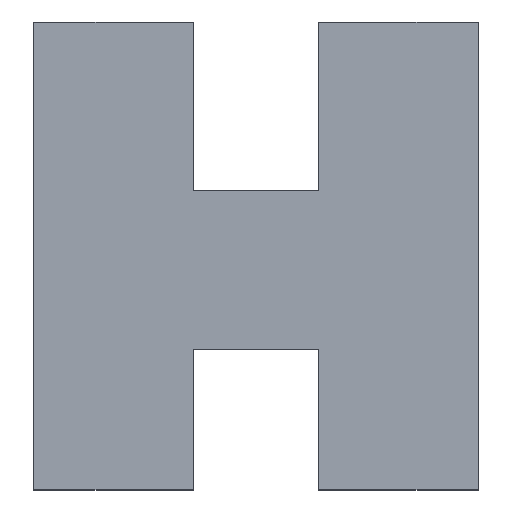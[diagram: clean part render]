
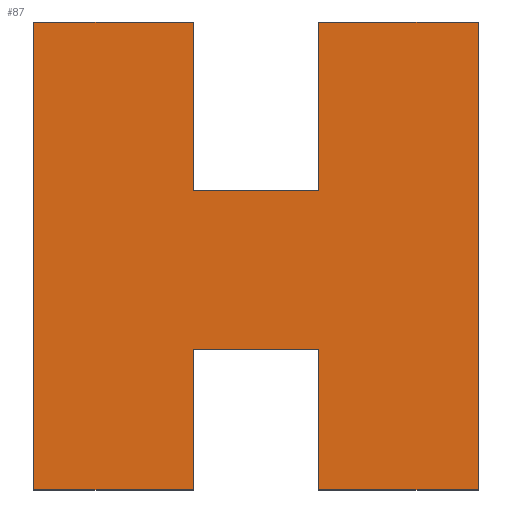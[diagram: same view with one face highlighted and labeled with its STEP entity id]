
A CAD part, top view. The second image highlights one B-rep face of the part: STEP entity #87.
In plain terms, the highlighted planar face has unit normal (0, 0, 1).
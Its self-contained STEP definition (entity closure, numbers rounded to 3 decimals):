
#87 = ADVANCED_FACE( '', ( #120 ), #121, .F. );
#120 = FACE_OUTER_BOUND( '', #160, .T. );
#121 = PLANE( '', #161 );
#160 = EDGE_LOOP( '', ( #277, #278, #279, #280, #281, #282, #283, #284, #285, #286, #287, #288 ) );
#161 = AXIS2_PLACEMENT_3D( '', #289, #290, #291 );
#277 = ORIENTED_EDGE( '', *, *, #357, .F. );
#278 = ORIENTED_EDGE( '', *, *, #385, .F. );
#279 = ORIENTED_EDGE( '', *, *, #387, .F. );
#280 = ORIENTED_EDGE( '', *, *, #388, .F. );
#281 = ORIENTED_EDGE( '', *, *, #373, .F. );
#282 = ORIENTED_EDGE( '', *, *, #389, .F. );
#283 = ORIENTED_EDGE( '', *, *, #381, .F. );
#284 = ORIENTED_EDGE( '', *, *, #390, .F. );
#285 = ORIENTED_EDGE( '', *, *, #391, .F. );
#286 = ORIENTED_EDGE( '', *, *, #392, .F. );
#287 = ORIENTED_EDGE( '', *, *, #366, .F. );
#288 = ORIENTED_EDGE( '', *, *, #383, .F. );
#289 = CARTESIAN_POINT( '', ( -11.946, -44.45, 22.225 ) );
#290 = DIRECTION( '', ( 0., 0., -1. ) );
#291 = DIRECTION( '', ( -1., 0., 0. ) );
#357 = EDGE_CURVE( '', #422, #424, #425, .T. );
#366 = EDGE_CURVE( '', #437, #439, #440, .T. );
#373 = EDGE_CURVE( '', #450, #452, #453, .T. );
#381 = EDGE_CURVE( '', #464, #458, #466, .T. );
#383 = EDGE_CURVE( '', #424, #437, #468, .T. );
#385 = EDGE_CURVE( '', #469, #422, #471, .T. );
#387 = EDGE_CURVE( '', #472, #469, #474, .T. );
#388 = EDGE_CURVE( '', #452, #472, #475, .T. );
#389 = EDGE_CURVE( '', #458, #450, #476, .T. );
#390 = EDGE_CURVE( '', #477, #464, #478, .T. );
#391 = EDGE_CURVE( '', #479, #477, #480, .T. );
#392 = EDGE_CURVE( '', #439, #479, #481, .T. );
#422 = VERTEX_POINT( '', #524 );
#424 = VERTEX_POINT( '', #527 );
#425 = LINE( '', #528, #529 );
#437 = VERTEX_POINT( '', #546 );
#439 = VERTEX_POINT( '', #549 );
#440 = LINE( '', #550, #551 );
#450 = VERTEX_POINT( '', #565 );
#452 = VERTEX_POINT( '', #568 );
#453 = LINE( '', #569, #570 );
#458 = VERTEX_POINT( '', #578 );
#464 = VERTEX_POINT( '', #586 );
#466 = LINE( '', #589, #590 );
#468 = LINE( '', #593, #594 );
#469 = VERTEX_POINT( '', #595 );
#471 = LINE( '', #598, #599 );
#472 = VERTEX_POINT( '', #600 );
#474 = LINE( '', #603, #604 );
#475 = LINE( '', #605, #606 );
#476 = LINE( '', #607, #608 );
#477 = VERTEX_POINT( '', #609 );
#478 = LINE( '', #610, #611 );
#479 = VERTEX_POINT( '', #612 );
#480 = LINE( '', #613, #614 );
#481 = LINE( '', #615, #616 );
#524 = CARTESIAN_POINT( '', ( -11.946, -17.78, 22.225 ) );
#527 = CARTESIAN_POINT( '', ( -11.946, -44.45, 22.225 ) );
#528 = CARTESIAN_POINT( '', ( -11.946, -17.78, 22.225 ) );
#529 = VECTOR( '', #641, 1000. );
#546 = CARTESIAN_POINT( '', ( -42.228, -44.45, 22.225 ) );
#549 = CARTESIAN_POINT( '', ( -42.228, 44.45, 22.225 ) );
#550 = CARTESIAN_POINT( '', ( -42.228, 44.45, 22.225 ) );
#551 = VECTOR( '', #654, 1000. );
#565 = CARTESIAN_POINT( '', ( 42.228, 44.45, 22.225 ) );
#568 = CARTESIAN_POINT( '', ( 42.228, -44.45, 22.225 ) );
#569 = CARTESIAN_POINT( '', ( 42.228, 44.45, 22.225 ) );
#570 = VECTOR( '', #663, 1000. );
#578 = CARTESIAN_POINT( '', ( 11.946, 44.45, 22.225 ) );
#586 = CARTESIAN_POINT( '', ( 11.946, 12.502, 22.225 ) );
#589 = CARTESIAN_POINT( '', ( 11.946, 12.502, 22.225 ) );
#590 = VECTOR( '', #673, 1000. );
#593 = CARTESIAN_POINT( '', ( -11.946, -44.45, 22.225 ) );
#594 = VECTOR( '', #675, 1000. );
#595 = CARTESIAN_POINT( '', ( 11.946, -17.78, 22.225 ) );
#598 = CARTESIAN_POINT( '', ( 0., -17.78, 22.225 ) );
#599 = VECTOR( '', #677, 1000. );
#600 = CARTESIAN_POINT( '', ( 11.946, -44.45, 22.225 ) );
#603 = CARTESIAN_POINT( '', ( 11.946, -44.45, 22.225 ) );
#604 = VECTOR( '', #679, 1000. );
#605 = CARTESIAN_POINT( '', ( 42.228, -44.45, 22.225 ) );
#606 = VECTOR( '', #680, 1000. );
#607 = CARTESIAN_POINT( '', ( 11.946, 44.45, 22.225 ) );
#608 = VECTOR( '', #681, 1000. );
#609 = CARTESIAN_POINT( '', ( -11.946, 12.502, 22.225 ) );
#610 = CARTESIAN_POINT( '', ( -11.946, 12.502, 22.225 ) );
#611 = VECTOR( '', #682, 1000. );
#612 = CARTESIAN_POINT( '', ( -11.946, 44.45, 22.225 ) );
#613 = CARTESIAN_POINT( '', ( -11.946, 44.45, 22.225 ) );
#614 = VECTOR( '', #683, 1000. );
#615 = CARTESIAN_POINT( '', ( -42.228, 44.45, 22.225 ) );
#616 = VECTOR( '', #684, 1000. );
#641 = DIRECTION( '', ( 0., -1., 0. ) );
#654 = DIRECTION( '', ( 0., 1., 0. ) );
#663 = DIRECTION( '', ( 0., -1., 0. ) );
#673 = DIRECTION( '', ( 0., 1., 0. ) );
#675 = DIRECTION( '', ( -1., 0., 0. ) );
#677 = DIRECTION( '', ( -1., 0., 0. ) );
#679 = DIRECTION( '', ( 0., 1., 0. ) );
#680 = DIRECTION( '', ( -1., 0., 0. ) );
#681 = DIRECTION( '', ( 1., 0., 0. ) );
#682 = DIRECTION( '', ( 1., 0., 0. ) );
#683 = DIRECTION( '', ( 0., -1., 0. ) );
#684 = DIRECTION( '', ( 1., 0., 0. ) );
